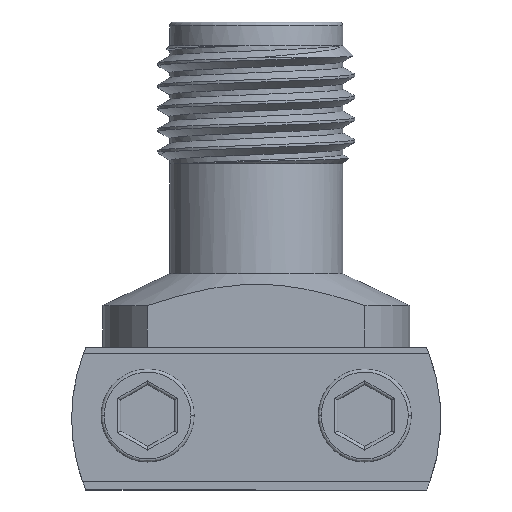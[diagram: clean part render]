
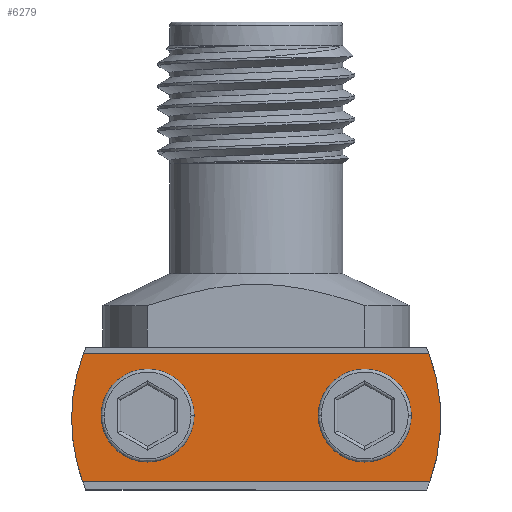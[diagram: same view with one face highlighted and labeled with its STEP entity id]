
A CAD part, front view. The second image highlights one B-rep face of the part: STEP entity #6279.
In plain terms, the highlighted planar face has unit normal (0, -1, 0).
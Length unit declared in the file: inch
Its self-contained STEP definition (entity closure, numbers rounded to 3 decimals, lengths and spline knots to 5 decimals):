
#139 = CARTESIAN_POINT ( 'NONE',  ( -0.00394, -0.03937, 0.1624 ) ) ;
#154 = DIRECTION ( 'NONE',  ( 0., 1., 0. ) ) ;
#294 = ORIENTED_EDGE ( 'NONE', *, *, #1036, .T. ) ;
#333 = AXIS2_PLACEMENT_3D ( 'NONE', #8497, #2805, #2128 ) ;
#346 = FACE_BOUND ( 'NONE', #8960, .T. ) ;
#454 = DIRECTION ( 'NONE',  ( 0., 0., 1. ) ) ;
#561 = DIRECTION ( 'NONE',  ( 0., 1., 0. ) ) ;
#602 = DIRECTION ( 'NONE',  ( 0., 0., -1. ) ) ;
#1036 = EDGE_CURVE ( 'NONE', #5988, #6641, #1212, .T. ) ;
#1076 = DIRECTION ( 'NONE',  ( 0., 0., 1. ) ) ;
#1090 = ORIENTED_EDGE ( 'NONE', *, *, #5379, .T. ) ;
#1200 = CARTESIAN_POINT ( 'NONE',  ( 0.07939, -0.03937, 0. ) ) ;
#1212 = CIRCLE ( 'NONE', #4819, 0.02461 ) ;
#1588 = ORIENTED_EDGE ( 'NONE', *, *, #5874, .F. ) ;
#1601 = CARTESIAN_POINT ( 'NONE',  ( 0.07939, -0.03937, -0.22039 ) ) ;
#1724 = DIRECTION ( 'NONE',  ( 0., 0., -1. ) ) ;
#2037 = DIRECTION ( 'NONE',  ( 0., 0., -1. ) ) ;
#2044 = CIRCLE ( 'NONE', #7546, 0.23425 ) ;
#2128 = DIRECTION ( 'NONE',  ( 0., 0., -1. ) ) ;
#2377 = VERTEX_POINT ( 'NONE', #1601 ) ;
#2472 = FACE_BOUND ( 'NONE', #5267, .T. ) ;
#2666 = EDGE_CURVE ( 'NONE', #7405, #2377, #6350, .T. ) ;
#2693 = CARTESIAN_POINT ( 'NONE',  ( 0., -0.03937, 0. ) ) ;
#2805 = DIRECTION ( 'NONE',  ( 0., 1., 0. ) ) ;
#2862 = AXIS2_PLACEMENT_3D ( 'NONE', #2693, #561, #8414 ) ;
#2957 = CARTESIAN_POINT ( 'NONE',  ( -0.00394, -0.03937, -0.1624 ) ) ;
#3100 = VERTEX_POINT ( 'NONE', #8109 ) ;
#3138 = AXIS2_PLACEMENT_3D ( 'NONE', #7964, #154, #7291 ) ;
#3238 = DIRECTION ( 'NONE',  ( 0., 1., 0. ) ) ;
#3320 = AXIS2_PLACEMENT_3D ( 'NONE', #8428, #4960, #7961 ) ;
#3593 = CIRCLE ( 'NONE', #3138, 0.02461 ) ;
#3658 = EDGE_CURVE ( 'NONE', #8581, #6398, #4510, .T. ) ;
#3711 = EDGE_CURVE ( 'NONE', #3100, #3809, #8605, .T. ) ;
#3799 = ORIENTED_EDGE ( 'NONE', *, *, #3658, .T. ) ;
#3809 = VERTEX_POINT ( 'NONE', #9218 ) ;
#3840 = VERTEX_POINT ( 'NONE', #5986 ) ;
#3921 = AXIS2_PLACEMENT_3D ( 'NONE', #7527, #3238, #1076 ) ;
#3974 = AXIS2_PLACEMENT_3D ( 'NONE', #6995, #6327, #2037 ) ;
#4191 = DIRECTION ( 'NONE',  ( 0., 1., 0. ) ) ;
#4199 = EDGE_CURVE ( 'NONE', #2377, #3840, #8706, .T. ) ;
#4454 = EDGE_CURVE ( 'NONE', #6398, #8581, #4489, .T. ) ;
#4489 = CIRCLE ( 'NONE', #3974, 0.02461 ) ;
#4510 = CIRCLE ( 'NONE', #3320, 0.02461 ) ;
#4729 = EDGE_LOOP ( 'NONE', ( #4830, #5067, #8331, #1588, #6567 ) ) ;
#4819 = AXIS2_PLACEMENT_3D ( 'NONE', #5326, #8204, #1724 ) ;
#4830 = ORIENTED_EDGE ( 'NONE', *, *, #2666, .F. ) ;
#4960 = DIRECTION ( 'NONE',  ( 0., 1., 0. ) ) ;
#5067 = ORIENTED_EDGE ( 'NONE', *, *, #5209, .F. ) ;
#5209 = EDGE_CURVE ( 'NONE', #3809, #7405, #2044, .T. ) ;
#5267 = EDGE_LOOP ( 'NONE', ( #294, #1090 ) ) ;
#5326 = CARTESIAN_POINT ( 'NONE',  ( -0.00394, -0.03937, 0.1378 ) ) ;
#5372 = CIRCLE ( 'NONE', #333, 0.23425 ) ;
#5379 = EDGE_CURVE ( 'NONE', #6641, #5988, #3593, .T. ) ;
#5590 = DIRECTION ( 'NONE',  ( 0., 0., -1. ) ) ;
#5755 = VECTOR ( 'NONE', #454, 39.37008 ) ;
#5790 = CARTESIAN_POINT ( 'NONE',  ( -0.00394, -0.03937, 0.11319 ) ) ;
#5874 = EDGE_CURVE ( 'NONE', #3840, #3100, #5372, .T. ) ;
#5986 = CARTESIAN_POINT ( 'NONE',  ( 0., -0.03937, -0.23425 ) ) ;
#5988 = VERTEX_POINT ( 'NONE', #5790 ) ;
#6279 = ADVANCED_FACE ( 'NONE', ( #6803, #346, #2472 ), #8976, .F. ) ;
#6327 = DIRECTION ( 'NONE',  ( 0., 1., 0. ) ) ;
#6350 = LINE ( 'NONE', #1200, #7222 ) ;
#6398 = VERTEX_POINT ( 'NONE', #6951 ) ;
#6567 = ORIENTED_EDGE ( 'NONE', *, *, #4199, .F. ) ;
#6641 = VERTEX_POINT ( 'NONE', #139 ) ;
#6797 = CARTESIAN_POINT ( 'NONE',  ( -0.08268, -0.03937, 0. ) ) ;
#6803 = FACE_OUTER_BOUND ( 'NONE', #4729, .T. ) ;
#6951 = CARTESIAN_POINT ( 'NONE',  ( -0.00394, -0.03937, -0.11319 ) ) ;
#6995 = CARTESIAN_POINT ( 'NONE',  ( -0.00394, -0.03937, -0.1378 ) ) ;
#7222 = VECTOR ( 'NONE', #5590, 39.37008 ) ;
#7291 = DIRECTION ( 'NONE',  ( 0., 0., -1. ) ) ;
#7405 = VERTEX_POINT ( 'NONE', #8548 ) ;
#7527 = CARTESIAN_POINT ( 'NONE',  ( 0., -0.03937, 0. ) ) ;
#7546 = AXIS2_PLACEMENT_3D ( 'NONE', #7722, #4191, #602 ) ;
#7722 = CARTESIAN_POINT ( 'NONE',  ( 0., -0.03937, 0. ) ) ;
#7961 = DIRECTION ( 'NONE',  ( 0., 0., -1. ) ) ;
#7964 = CARTESIAN_POINT ( 'NONE',  ( -0.00394, -0.03937, 0.1378 ) ) ;
#8055 = ORIENTED_EDGE ( 'NONE', *, *, #4454, .T. ) ;
#8109 = CARTESIAN_POINT ( 'NONE',  ( -0.08268, -0.03937, -0.21918 ) ) ;
#8204 = DIRECTION ( 'NONE',  ( 0., 1., 0. ) ) ;
#8331 = ORIENTED_EDGE ( 'NONE', *, *, #3711, .F. ) ;
#8414 = DIRECTION ( 'NONE',  ( 0., 0., -1. ) ) ;
#8428 = CARTESIAN_POINT ( 'NONE',  ( -0.00394, -0.03937, -0.1378 ) ) ;
#8497 = CARTESIAN_POINT ( 'NONE',  ( 0., -0.03937, 0. ) ) ;
#8548 = CARTESIAN_POINT ( 'NONE',  ( 0.07939, -0.03937, 0.22039 ) ) ;
#8581 = VERTEX_POINT ( 'NONE', #2957 ) ;
#8605 = LINE ( 'NONE', #6797, #5755 ) ;
#8706 = CIRCLE ( 'NONE', #2862, 0.23425 ) ;
#8960 = EDGE_LOOP ( 'NONE', ( #3799, #8055 ) ) ;
#8976 = PLANE ( 'NONE',  #3921 ) ;
#9218 = CARTESIAN_POINT ( 'NONE',  ( -0.08268, -0.03937, 0.21918 ) ) ;
